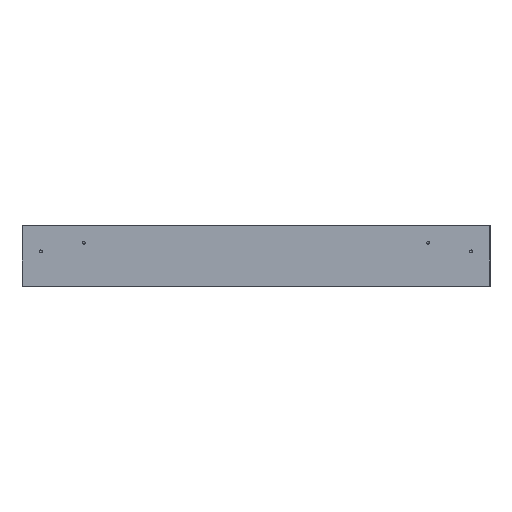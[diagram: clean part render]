
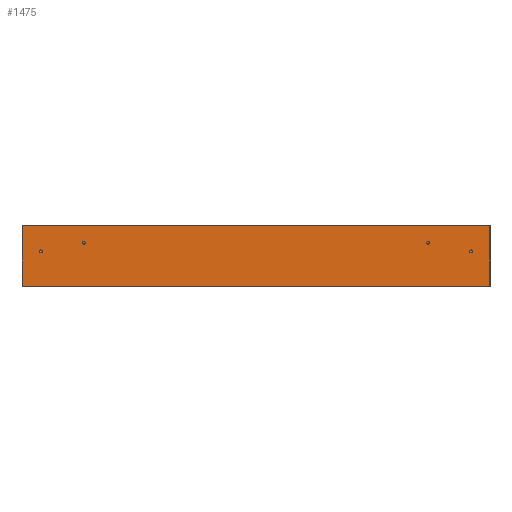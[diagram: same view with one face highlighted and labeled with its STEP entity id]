
A CAD part, top view. The second image highlights one B-rep face of the part: STEP entity #1475.
In plain terms, the highlighted planar face has unit normal (0, 0, 1).
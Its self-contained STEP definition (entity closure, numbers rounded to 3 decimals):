
#19=FACE_BOUND('',#186,.T.);
#20=FACE_BOUND('',#187,.T.);
#21=FACE_BOUND('',#188,.T.);
#22=FACE_BOUND('',#189,.T.);
#54=PLANE('',#1589);
#91=FACE_OUTER_BOUND('',#185,.T.);
#185=EDGE_LOOP('',(#1040,#1041,#1042,#1043));
#186=EDGE_LOOP('',(#1044));
#187=EDGE_LOOP('',(#1045));
#188=EDGE_LOOP('',(#1046));
#189=EDGE_LOOP('',(#1047));
#286=LINE('',#2350,#394);
#288=LINE('',#2353,#396);
#313=LINE('',#2395,#421);
#314=LINE('',#2397,#422);
#394=VECTOR('',#1824,10.);
#396=VECTOR('',#1828,10.);
#421=VECTOR('',#1875,10.);
#422=VECTOR('',#1878,10.);
#487=CIRCLE('',#1590,0.812);
#488=CIRCLE('',#1591,0.812);
#489=CIRCLE('',#1592,0.812);
#490=CIRCLE('',#1593,0.812);
#601=VERTEX_POINT('',#2311);
#603=VERTEX_POINT('',#2316);
#607=VERTEX_POINT('',#2325);
#616=VERTEX_POINT('',#2346);
#623=VERTEX_POINT('',#2400);
#624=VERTEX_POINT('',#2402);
#625=VERTEX_POINT('',#2404);
#626=VERTEX_POINT('',#2406);
#760=EDGE_CURVE('',#603,#616,#286,.T.);
#762=EDGE_CURVE('',#616,#607,#288,.T.);
#787=EDGE_CURVE('',#607,#601,#313,.T.);
#788=EDGE_CURVE('',#601,#603,#314,.T.);
#790=EDGE_CURVE('',#623,#623,#487,.T.);
#791=EDGE_CURVE('',#624,#624,#488,.T.);
#792=EDGE_CURVE('',#625,#625,#489,.T.);
#793=EDGE_CURVE('',#626,#626,#490,.T.);
#1040=ORIENTED_EDGE('',*,*,#760,.F.);
#1041=ORIENTED_EDGE('',*,*,#788,.F.);
#1042=ORIENTED_EDGE('',*,*,#787,.F.);
#1043=ORIENTED_EDGE('',*,*,#762,.F.);
#1044=ORIENTED_EDGE('',*,*,#790,.T.);
#1045=ORIENTED_EDGE('',*,*,#791,.T.);
#1046=ORIENTED_EDGE('',*,*,#792,.T.);
#1047=ORIENTED_EDGE('',*,*,#793,.T.);
#1475=ADVANCED_FACE('',(#91,#19,#20,#21,#22),#54,.T.);
#1589=AXIS2_PLACEMENT_3D('',#2399,#1880,#1881);
#1590=AXIS2_PLACEMENT_3D('',#2401,#1882,#1883);
#1591=AXIS2_PLACEMENT_3D('',#2403,#1884,#1885);
#1592=AXIS2_PLACEMENT_3D('',#2405,#1886,#1887);
#1593=AXIS2_PLACEMENT_3D('',#2407,#1888,#1889);
#1824=DIRECTION('',(1.,0.,0.));
#1828=DIRECTION('',(0.,-1.,0.));
#1875=DIRECTION('',(-1.,0.,0.));
#1878=DIRECTION('',(0.,1.,0.));
#1880=DIRECTION('center_axis',(0.,0.,1.));
#1881=DIRECTION('ref_axis',(-1.,0.,0.));
#1882=DIRECTION('center_axis',(0.,0.,-1.));
#1883=DIRECTION('ref_axis',(1.,0.,0.));
#1884=DIRECTION('center_axis',(0.,0.,-1.));
#1885=DIRECTION('ref_axis',(1.,0.,0.));
#1886=DIRECTION('center_axis',(0.,0.,-1.));
#1887=DIRECTION('ref_axis',(1.,0.,0.));
#1888=DIRECTION('center_axis',(0.,0.,-1.));
#1889=DIRECTION('ref_axis',(1.,0.,0.));
#2311=CARTESIAN_POINT('',(7.12,60.647,-9.202));
#2316=CARTESIAN_POINT('',(7.12,96.045,-9.202));
#2325=CARTESIAN_POINT('',(278.82,60.647,-9.202));
#2346=CARTESIAN_POINT('',(278.82,96.045,-9.202));
#2350=CARTESIAN_POINT('',(137.97,96.045,-9.202));
#2353=CARTESIAN_POINT('',(278.82,70.93,-9.202));
#2395=CARTESIAN_POINT('',(211.045,60.647,-9.202));
#2397=CARTESIAN_POINT('',(7.12,98.346,-9.202));
#2399=CARTESIAN_POINT('Origin',(279.12,100.547,-9.202));
#2400=CARTESIAN_POINT('',(42.159,85.983,-9.202));
#2401=CARTESIAN_POINT('Origin',(42.97,85.983,-9.202));
#2402=CARTESIAN_POINT('',(17.159,80.983,-9.202));
#2403=CARTESIAN_POINT('Origin',(17.97,80.983,-9.202));
#2404=CARTESIAN_POINT('',(242.159,85.983,-9.202));
#2405=CARTESIAN_POINT('Origin',(242.97,85.983,-9.202));
#2406=CARTESIAN_POINT('',(267.159,80.983,-9.202));
#2407=CARTESIAN_POINT('Origin',(267.97,80.983,-9.202));
